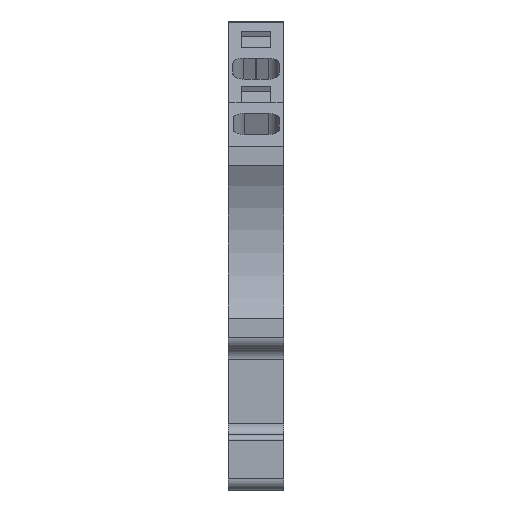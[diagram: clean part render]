
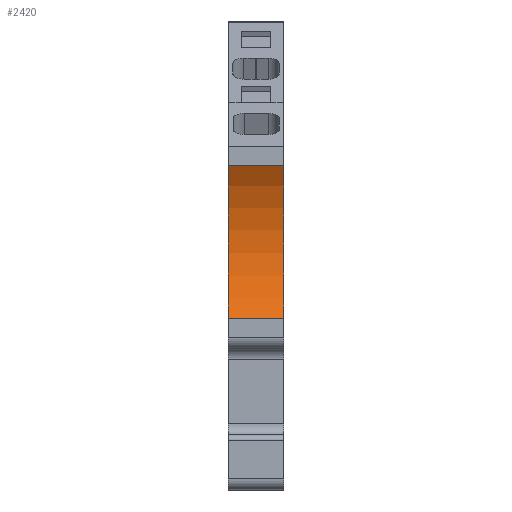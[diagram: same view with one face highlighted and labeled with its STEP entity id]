
A CAD part, left-side view. The second image highlights one B-rep face of the part: STEP entity #2420.
In plain terms, the highlighted cylindrical face has radius 13 mm (diameter 26 mm), a partial arc.
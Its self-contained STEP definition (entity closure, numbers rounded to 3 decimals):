
#35=CYLINDRICAL_SURFACE('',#2600,13.);
#99=CIRCLE('',#2601,13.);
#100=CIRCLE('',#2602,13.);
#328=ORIENTED_EDGE('',*,*,#1020,.F.);
#329=ORIENTED_EDGE('',*,*,#1021,.F.);
#330=ORIENTED_EDGE('',*,*,#1022,.T.);
#331=ORIENTED_EDGE('',*,*,#1018,.T.);
#1018=EDGE_CURVE('',#1351,#1350,#1581,.T.);
#1020=EDGE_CURVE('',#1352,#1350,#99,.T.);
#1021=EDGE_CURVE('',#1353,#1352,#1583,.T.);
#1022=EDGE_CURVE('',#1353,#1351,#100,.T.);
#1350=VERTEX_POINT('',#3748);
#1351=VERTEX_POINT('',#3750);
#1352=VERTEX_POINT('',#3754);
#1353=VERTEX_POINT('',#3756);
#1581=LINE('',#3749,#1861);
#1583=LINE('',#3755,#1863);
#1861=VECTOR('',#3004,1000.);
#1863=VECTOR('',#3010,1000.);
#2070=EDGE_LOOP('',(#328,#329,#330,#331));
#2202=FACE_BOUND('',#2070,.T.);
#2420=ADVANCED_FACE('',(#2202),#35,.F.);
#2600=AXIS2_PLACEMENT_3D('',#3752,#3006,#3007);
#2601=AXIS2_PLACEMENT_3D('',#3753,#3008,#3009);
#2602=AXIS2_PLACEMENT_3D('',#3757,#3011,#3012);
#3004=DIRECTION('',(0.,-1.,0.));
#3006=DIRECTION('',(0.,-1.,0.));
#3007=DIRECTION('',(0.,0.,-1.));
#3008=DIRECTION('',(0.,1.,0.));
#3009=DIRECTION('',(-1.,0.,0.));
#3010=DIRECTION('',(0.,-1.,0.));
#3011=DIRECTION('',(0.,1.,0.));
#3012=DIRECTION('',(-1.,0.,0.));
#3748=CARTESIAN_POINT('',(-27.,0.,-6.648));
#3749=CARTESIAN_POINT('',(-27.,5.,-6.648));
#3750=CARTESIAN_POINT('',(-27.,5.,-6.648));
#3752=CARTESIAN_POINT('',(-38.,5.,0.28));
#3753=CARTESIAN_POINT('',(-38.,0.,0.28));
#3754=CARTESIAN_POINT('',(-27.,0.,7.209));
#3755=CARTESIAN_POINT('',(-27.,5.,7.209));
#3756=CARTESIAN_POINT('',(-27.,5.,7.209));
#3757=CARTESIAN_POINT('',(-38.,5.,0.28));
